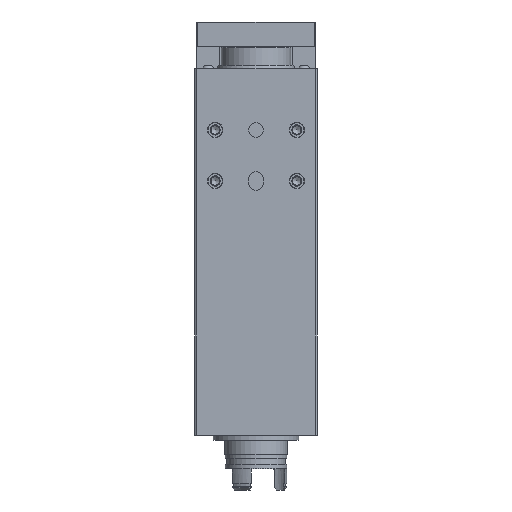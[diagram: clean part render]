
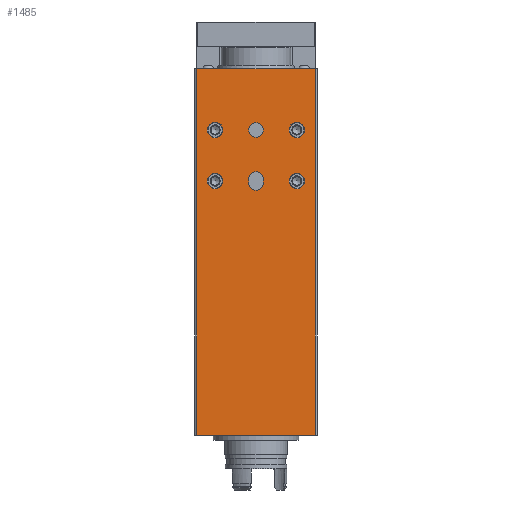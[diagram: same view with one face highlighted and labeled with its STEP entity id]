
A CAD part, front view. The second image highlights one B-rep face of the part: STEP entity #1485.
In plain terms, the highlighted planar face has unit normal (0, -1, 0).
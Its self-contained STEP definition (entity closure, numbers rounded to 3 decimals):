
#1485 = ADVANCED_FACE( '', ( #3254, #3255, #3256, #3257, #3258, #3259, #3260 ), #3261, .F. );
#3254 = FACE_BOUND( '', #5328, .T. );
#3255 = FACE_BOUND( '', #5329, .T. );
#3256 = FACE_BOUND( '', #5330, .T. );
#3257 = FACE_BOUND( '', #5331, .T. );
#3258 = FACE_OUTER_BOUND( '', #5332, .T. );
#3259 = FACE_BOUND( '', #5333, .T. );
#3260 = FACE_BOUND( '', #5334, .T. );
#3261 = PLANE( '', #5335 );
#5328 = EDGE_LOOP( '', ( #9133 ) );
#5329 = EDGE_LOOP( '', ( #9134 ) );
#5330 = EDGE_LOOP( '', ( #9135 ) );
#5331 = EDGE_LOOP( '', ( #9136 ) );
#5332 = EDGE_LOOP( '', ( #9137, #9138, #9139, #9140 ) );
#5333 = EDGE_LOOP( '', ( #9141 ) );
#5334 = EDGE_LOOP( '', ( #9142, #9143, #9144, #9145 ) );
#5335 = AXIS2_PLACEMENT_3D( '', #9146, #9147, #9148 );
#9133 = ORIENTED_EDGE( '', *, *, #11340, .F. );
#9134 = ORIENTED_EDGE( '', *, *, #12531, .F. );
#9135 = ORIENTED_EDGE( '', *, *, #11716, .F. );
#9136 = ORIENTED_EDGE( '', *, *, #12232, .F. );
#9137 = ORIENTED_EDGE( '', *, *, #12532, .T. );
#9138 = ORIENTED_EDGE( '', *, *, #12533, .F. );
#9139 = ORIENTED_EDGE( '', *, *, #12534, .F. );
#9140 = ORIENTED_EDGE( '', *, *, #12535, .T. );
#9141 = ORIENTED_EDGE( '', *, *, #11995, .T. );
#9142 = ORIENTED_EDGE( '', *, *, #11869, .T. );
#9143 = ORIENTED_EDGE( '', *, *, #11330, .T. );
#9144 = ORIENTED_EDGE( '', *, *, #12536, .T. );
#9145 = ORIENTED_EDGE( '', *, *, #11414, .T. );
#9146 = CARTESIAN_POINT( '', ( -29., -30., 179.5 ) );
#9147 = DIRECTION( '', ( 0., 1., 0. ) );
#9148 = DIRECTION( '', ( 0., 0., 1. ) );
#11330 = EDGE_CURVE( '', #13412, #13413, #13414, .T. );
#11340 = EDGE_CURVE( '', #13429, #13429, #13430, .T. );
#11414 = EDGE_CURVE( '', #13563, #13564, #13565, .T. );
#11716 = EDGE_CURVE( '', #14066, #14066, #14067, .T. );
#11869 = EDGE_CURVE( '', #13564, #13412, #14312, .T. );
#11995 = EDGE_CURVE( '', #14492, #14492, #14493, .T. );
#12232 = EDGE_CURVE( '', #14831, #14831, #14832, .T. );
#12531 = EDGE_CURVE( '', #15242, #15242, #15243, .T. );
#12532 = EDGE_CURVE( '', #15244, #15245, #15246, .T. );
#12533 = EDGE_CURVE( '', #15247, #15245, #15248, .T. );
#12534 = EDGE_CURVE( '', #15249, #15247, #15250, .T. );
#12535 = EDGE_CURVE( '', #15249, #15244, #15251, .T. );
#12536 = EDGE_CURVE( '', #13413, #13563, #15252, .T. );
#13412 = VERTEX_POINT( '', #16462 );
#13413 = VERTEX_POINT( '', #16463 );
#13414 = LINE( '', #16464, #16465 );
#13429 = VERTEX_POINT( '', #16483 );
#13430 = CIRCLE( '', #16484, 3.8 );
#13563 = VERTEX_POINT( '', #16680 );
#13564 = VERTEX_POINT( '', #16681 );
#13565 = LINE( '', #16682, #16683 );
#14066 = VERTEX_POINT( '', #17410 );
#14067 = CIRCLE( '', #17411, 3.8 );
#14312 = CIRCLE( '', #17751, 3.5 );
#14492 = VERTEX_POINT( '', #18043 );
#14493 = CIRCLE( '', #18044, 3.5 );
#14831 = VERTEX_POINT( '', #18573 );
#14832 = CIRCLE( '', #18574, 3.8 );
#15242 = VERTEX_POINT( '', #19203 );
#15243 = CIRCLE( '', #19204, 3.8 );
#15244 = VERTEX_POINT( '', #19205 );
#15245 = VERTEX_POINT( '', #19206 );
#15246 = LINE( '', #19207, #19208 );
#15247 = VERTEX_POINT( '', #19209 );
#15248 = LINE( '', #19210, #19211 );
#15249 = VERTEX_POINT( '', #19212 );
#15250 = LINE( '', #19213, #19214 );
#15251 = LINE( '', #19215, #19216 );
#15252 = CIRCLE( '', #19217, 3.5 );
#16462 = CARTESIAN_POINT( '', ( -3.5, -30., 123.5 ) );
#16463 = CARTESIAN_POINT( '', ( -3.5, -30., 125.5 ) );
#16464 = CARTESIAN_POINT( '', ( -3.5, -30., 123.5 ) );
#16465 = VECTOR( '', #20287, 1000. );
#16483 = CARTESIAN_POINT( '', ( -20., -30., 145.7 ) );
#16484 = AXIS2_PLACEMENT_3D( '', #20300, #20301, #20302 );
#16680 = CARTESIAN_POINT( '', ( 3.5, -30., 125.5 ) );
#16681 = CARTESIAN_POINT( '', ( 3.5, -30., 123.5 ) );
#16682 = CARTESIAN_POINT( '', ( 3.5, -30., 125.5 ) );
#16683 = VECTOR( '', #20413, 1000. );
#17410 = CARTESIAN_POINT( '', ( 20., -30., 120.7 ) );
#17411 = AXIS2_PLACEMENT_3D( '', #20829, #20830, #20831 );
#17751 = AXIS2_PLACEMENT_3D( '', #21049, #21050, #21051 );
#18043 = CARTESIAN_POINT( '', ( 3.5, -30., 149.5 ) );
#18044 = AXIS2_PLACEMENT_3D( '', #21204, #21205, #21206 );
#18573 = CARTESIAN_POINT( '', ( 20., -30., 145.7 ) );
#18574 = AXIS2_PLACEMENT_3D( '', #21507, #21508, #21509 );
#19203 = CARTESIAN_POINT( '', ( -20., -30., 120.7 ) );
#19204 = AXIS2_PLACEMENT_3D( '', #21856, #21857, #21858 );
#19205 = CARTESIAN_POINT( '', ( -29., -30., 0. ) );
#19206 = CARTESIAN_POINT( '', ( 29., -30., 0. ) );
#19207 = CARTESIAN_POINT( '', ( -29., -30., 0. ) );
#19208 = VECTOR( '', #21859, 1000. );
#19209 = CARTESIAN_POINT( '', ( 29., -30., 179.5 ) );
#19210 = CARTESIAN_POINT( '', ( 29., -30., 179.5 ) );
#19211 = VECTOR( '', #21860, 1000. );
#19212 = CARTESIAN_POINT( '', ( -29., -30., 179.5 ) );
#19213 = CARTESIAN_POINT( '', ( -29., -30., 179.5 ) );
#19214 = VECTOR( '', #21861, 1000. );
#19215 = CARTESIAN_POINT( '', ( -29., -30., 179.5 ) );
#19216 = VECTOR( '', #21862, 1000. );
#19217 = AXIS2_PLACEMENT_3D( '', #21863, #21864, #21865 );
#20287 = DIRECTION( '', ( 0., 0., 1. ) );
#20300 = CARTESIAN_POINT( '', ( -20., -30., 149.5 ) );
#20301 = DIRECTION( '', ( 0., -1., 0. ) );
#20302 = DIRECTION( '', ( 0., 0., -1. ) );
#20413 = DIRECTION( '', ( 0., 0., -1. ) );
#20829 = CARTESIAN_POINT( '', ( 20., -30., 124.5 ) );
#20830 = DIRECTION( '', ( 0., -1., 0. ) );
#20831 = DIRECTION( '', ( 0., 0., -1. ) );
#21049 = CARTESIAN_POINT( '', ( 0., -30., 123.5 ) );
#21050 = DIRECTION( '', ( 0., 1., 0. ) );
#21051 = DIRECTION( '', ( 1., 0., 0. ) );
#21204 = CARTESIAN_POINT( '', ( 0., -30., 149.5 ) );
#21205 = DIRECTION( '', ( 0., 1., 0. ) );
#21206 = DIRECTION( '', ( 1., 0., 0. ) );
#21507 = CARTESIAN_POINT( '', ( 20., -30., 149.5 ) );
#21508 = DIRECTION( '', ( 0., -1., 0. ) );
#21509 = DIRECTION( '', ( 0., 0., -1. ) );
#21856 = CARTESIAN_POINT( '', ( -20., -30., 124.5 ) );
#21857 = DIRECTION( '', ( 0., -1., 0. ) );
#21858 = DIRECTION( '', ( 0., 0., -1. ) );
#21859 = DIRECTION( '', ( 1., 0., 0. ) );
#21860 = DIRECTION( '', ( 0., 0., -1. ) );
#21861 = DIRECTION( '', ( 1., 0., 0. ) );
#21862 = DIRECTION( '', ( 0., 0., -1. ) );
#21863 = CARTESIAN_POINT( '', ( 0., -30., 125.5 ) );
#21864 = DIRECTION( '', ( 0., 1., 0. ) );
#21865 = DIRECTION( '', ( 1., 0., 0. ) );
